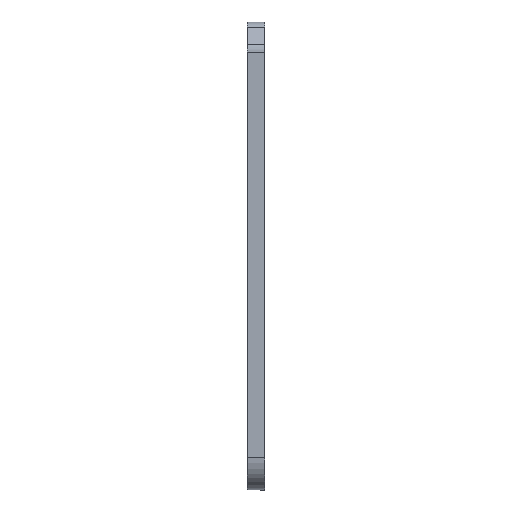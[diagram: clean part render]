
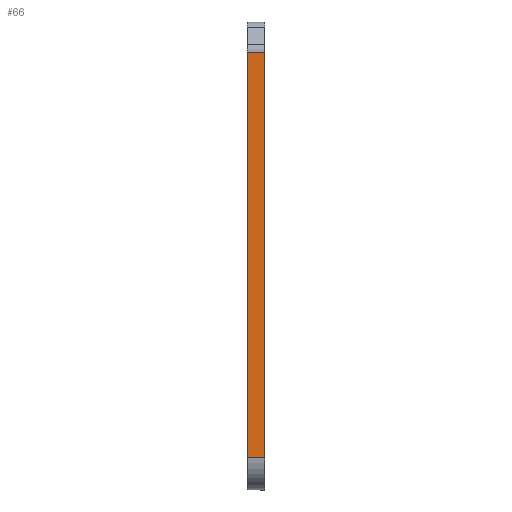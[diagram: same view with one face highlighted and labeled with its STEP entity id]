
A CAD part, top view. The second image highlights one B-rep face of the part: STEP entity #66.
In plain terms, the highlighted planar face has unit normal (0, 0, 1).
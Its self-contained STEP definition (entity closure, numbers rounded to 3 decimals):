
#66=ADVANCED_FACE('',(#128),#129,.T.);
#128=FACE_OUTER_BOUND('',#210,.T.);
#129=PLANE('',#211);
#210=EDGE_LOOP('',(#427,#428,#429,#430));
#211=AXIS2_PLACEMENT_3D('',#431,#432,#433);
#427=ORIENTED_EDGE('',*,*,#686,.F.);
#428=ORIENTED_EDGE('',*,*,#687,.T.);
#429=ORIENTED_EDGE('',*,*,#688,.F.);
#430=ORIENTED_EDGE('',*,*,#627,.T.);
#431=CARTESIAN_POINT('',(0.,63.723,38.2));
#432=DIRECTION('',(0.,0.,1.0));
#433=DIRECTION('',(1.0,0.0,0.));
#627=EDGE_CURVE('',#763,#761,#764,.T.);
#686=EDGE_CURVE('',#860,#761,#862,.T.);
#687=EDGE_CURVE('',#860,#863,#864,.T.);
#688=EDGE_CURVE('',#763,#863,#865,.T.);
#761=VERTEX_POINT('',#963);
#763=VERTEX_POINT('',#965);
#764=LINE('',#966,#967);
#860=VERTEX_POINT('',#1098);
#862=LINE('',#1100,#1101);
#863=VERTEX_POINT('',#1102);
#864=LINE('',#1103,#1104);
#865=LINE('',#1105,#1106);
#963=CARTESIAN_POINT('',(0.,63.723,38.2));
#965=CARTESIAN_POINT('',(0.,12.73,38.2));
#966=CARTESIAN_POINT('',(0.,12.73,38.2));
#967=VECTOR('',#1227,50.993);
#1098=CARTESIAN_POINT('',(-2.2,63.723,38.2));
#1100=CARTESIAN_POINT('',(-2.2,63.723,38.2));
#1101=VECTOR('',#1332,2.2);
#1102=CARTESIAN_POINT('',(-2.2,12.73,38.2));
#1103=CARTESIAN_POINT('',(-2.2,63.723,38.2));
#1104=VECTOR('',#1333,50.993);
#1105=CARTESIAN_POINT('',(0.,12.73,38.2));
#1106=VECTOR('',#1334,2.2);
#1227=DIRECTION('',(0.,1.0,0.));
#1332=DIRECTION('',(1.0,0.,0.));
#1333=DIRECTION('',(0.,-1.0,0.));
#1334=DIRECTION('',(-1.0,0.,0.));
